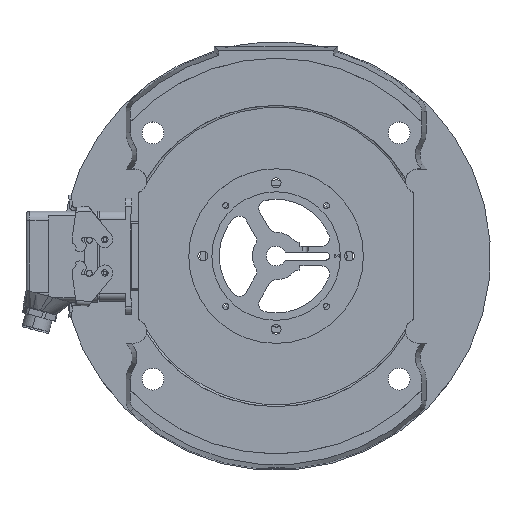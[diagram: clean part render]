
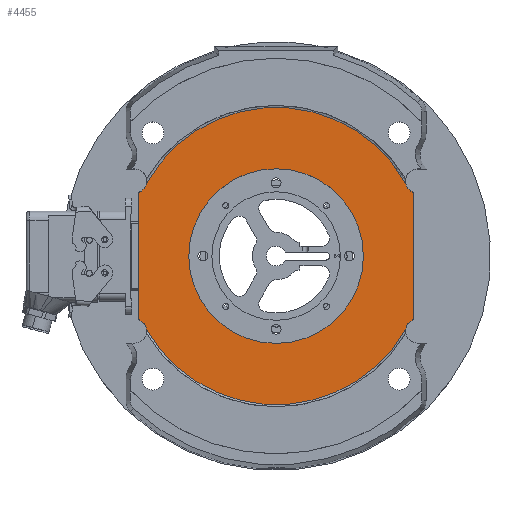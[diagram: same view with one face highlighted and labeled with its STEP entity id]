
A CAD part, top view. The second image highlights one B-rep face of the part: STEP entity #4455.
In plain terms, the highlighted planar face has unit normal (0, 0, 1).
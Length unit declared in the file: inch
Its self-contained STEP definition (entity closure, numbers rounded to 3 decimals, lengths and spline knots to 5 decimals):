
#311=CARTESIAN_POINT('',(0.,0.,3.117));
#312=DIRECTION('',(0.,0.,-1.));
#313=DIRECTION('',(-0.871,0.491,0.));
#314=AXIS2_PLACEMENT_3D('',#311,#312,#313);
#377=CARTESIAN_POINT('',(4.465,2.37,3.117));
#378=DIRECTION('',(0.,0.,1.));
#379=DIRECTION('',(-0.985,-0.174,0.));
#380=AXIS2_PLACEMENT_3D('',#377,#378,#379);
#382=CARTESIAN_POINT('',(0.,0.,3.117));
#383=DIRECTION('',(0.,0.,1.));
#384=DIRECTION('',(0.913,0.408,0.));
#385=AXIS2_PLACEMENT_3D('',#382,#383,#384);
#387=DIRECTION('',(0.,-1.,0.));
#388=VECTOR('',#387,3.88771);
#389=CARTESIAN_POINT('',(4.345,1.94386,3.117));
#390=LINE('',#389,#388);
#391=CARTESIAN_POINT('',(0.,0.,3.117));
#392=DIRECTION('',(0.,0.,1.));
#393=DIRECTION('',(0.905,-0.425,0.));
#394=AXIS2_PLACEMENT_3D('',#391,#392,#393);
#396=CARTESIAN_POINT('',(4.465,-2.37,3.117));
#397=DIRECTION('',(0.,0.,1.));
#398=DIRECTION('',(-0.412,0.911,0.));
#399=AXIS2_PLACEMENT_3D('',#396,#397,#398);
#401=CARTESIAN_POINT('',(-4.465,-2.37,3.117));
#402=DIRECTION('',(0.,0.,1.));
#403=DIRECTION('',(0.985,0.174,0.));
#404=AXIS2_PLACEMENT_3D('',#401,#402,#403);
#406=CARTESIAN_POINT('',(0.,0.,3.117));
#407=DIRECTION('',(0.,0.,1.));
#408=DIRECTION('',(-0.913,-0.408,0.));
#409=AXIS2_PLACEMENT_3D('',#406,#407,#408);
#411=DIRECTION('',(0.,1.,0.));
#412=VECTOR('',#411,3.88771);
#413=CARTESIAN_POINT('',(-4.345,-1.94386,3.117));
#414=LINE('',#413,#412);
#415=CARTESIAN_POINT('',(0.,0.,3.117));
#416=DIRECTION('',(0.,0.,1.));
#417=DIRECTION('',(-0.905,0.425,0.));
#418=AXIS2_PLACEMENT_3D('',#415,#416,#417);
#420=CARTESIAN_POINT('',(-4.465,2.37,3.117));
#421=DIRECTION('',(0.,0.,1.));
#422=DIRECTION('',(0.412,-0.911,0.));
#423=AXIS2_PLACEMENT_3D('',#420,#421,#422);
#425=CARTESIAN_POINT('',(0.,0.,3.117));
#426=DIRECTION('',(0.,0.,1.));
#427=DIRECTION('',(1.,0.,0.));
#428=AXIS2_PLACEMENT_3D('',#425,#426,#427);
#430=CARTESIAN_POINT('',(0.,0.,3.117));
#431=DIRECTION('',(0.,0.,1.));
#432=DIRECTION('',(-1.,0.,0.));
#433=AXIS2_PLACEMENT_3D('',#430,#431,#432);
#2478=CARTESIAN_POINT('',(0.,0.,3.117));
#2479=DIRECTION('',(0.,0.,-1.));
#2480=DIRECTION('',(0.871,-0.491,0.));
#2481=AXIS2_PLACEMENT_3D('',#2478,#2479,#2480);
#3819=CARTESIAN_POINT('',(4.345,1.94386,3.117));
#3820=CARTESIAN_POINT('',(4.345,-1.94386,3.117));
#3821=VERTEX_POINT('',#3819);
#3822=VERTEX_POINT('',#3820);
#3823=CARTESIAN_POINT('',(-4.345,-1.94386,3.117));
#3824=CARTESIAN_POINT('',(-4.345,1.94386,3.117));
#3825=VERTEX_POINT('',#3823);
#3826=VERTEX_POINT('',#3824);
#3827=CARTESIAN_POINT('',(4.30835,2.02379,3.117));
#3828=VERTEX_POINT('',#3827);
#3829=CARTESIAN_POINT('',(-4.30835,2.02379,3.117));
#3830=VERTEX_POINT('',#3829);
#3831=CARTESIAN_POINT('',(4.30835,-2.02379,3.117));
#3832=VERTEX_POINT('',#3831);
#3833=CARTESIAN_POINT('',(-4.30835,-2.02379,3.117));
#3834=VERTEX_POINT('',#3833);
#3879=CARTESIAN_POINT('',(2.7575,0.,3.117));
#3880=CARTESIAN_POINT('',(-2.7575,0.,3.117));
#3881=VERTEX_POINT('',#3879);
#3882=VERTEX_POINT('',#3880);
#3951=CARTESIAN_POINT('',(-4.09082,2.30395,3.117));
#3952=CARTESIAN_POINT('',(4.09081,2.30397,3.117));
#3953=VERTEX_POINT('',#3951);
#3954=VERTEX_POINT('',#3952);
#3959=CARTESIAN_POINT('',(4.09082,-2.30395,3.117));
#3960=CARTESIAN_POINT('',(-4.09081,-2.30397,3.117));
#3961=VERTEX_POINT('',#3959);
#3962=VERTEX_POINT('',#3960);
#4419=CARTESIAN_POINT('',(0.,0.,3.117));
#4420=DIRECTION('',(0.,0.,1.));
#4421=DIRECTION('',(1.,0.,0.));
#4422=AXIS2_PLACEMENT_3D('',#4419,#4420,#4421);
#4423=PLANE('',#4422);
#4424=ORIENTED_EDGE('',*,*,#4409,.T.);
#4426=ORIENTED_EDGE('',*,*,#4425,.T.);
#4428=ORIENTED_EDGE('',*,*,#4427,.F.);
#4430=ORIENTED_EDGE('',*,*,#4429,.T.);
#4432=ORIENTED_EDGE('',*,*,#4431,.F.);
#4434=ORIENTED_EDGE('',*,*,#4433,.T.);
#4436=ORIENTED_EDGE('',*,*,#4435,.T.);
#4438=ORIENTED_EDGE('',*,*,#4437,.T.);
#4440=ORIENTED_EDGE('',*,*,#4439,.F.);
#4442=ORIENTED_EDGE('',*,*,#4441,.T.);
#4444=ORIENTED_EDGE('',*,*,#4443,.F.);
#4446=ORIENTED_EDGE('',*,*,#4445,.T.);
#4447=EDGE_LOOP('',(#4424,#4426,#4428,#4430,#4432,#4434,#4436,#4438,#4440,#4442,
#4444,#4446));
#4448=FACE_OUTER_BOUND('',#4447,.F.);
#4450=ORIENTED_EDGE('',*,*,#4449,.T.);
#4452=ORIENTED_EDGE('',*,*,#4451,.T.);
#4453=EDGE_LOOP('',(#4450,#4452));
#4454=FACE_BOUND('',#4453,.F.);
#4455=ADVANCED_FACE('',(#4448,#4454),#4423,.T.);
#315=CIRCLE('',#314,4.695);
#381=CIRCLE('',#380,0.38);
#386=CIRCLE('',#385,4.76);
#395=CIRCLE('',#394,4.76);
#400=CIRCLE('',#399,0.38);
#405=CIRCLE('',#404,0.38);
#410=CIRCLE('',#409,4.76);
#419=CIRCLE('',#418,4.76);
#424=CIRCLE('',#423,0.38);
#429=CIRCLE('',#428,2.7575);
#434=CIRCLE('',#433,2.7575);
#2482=CIRCLE('',#2481,4.695);
#4409=EDGE_CURVE('',#3953,#3954,#315,.T.);
#4425=EDGE_CURVE('',#3954,#3828,#381,.T.);
#4427=EDGE_CURVE('',#3821,#3828,#386,.T.);
#4429=EDGE_CURVE('',#3821,#3822,#390,.T.);
#4431=EDGE_CURVE('',#3832,#3822,#395,.T.);
#4433=EDGE_CURVE('',#3832,#3961,#400,.T.);
#4435=EDGE_CURVE('',#3961,#3962,#2482,.T.);
#4437=EDGE_CURVE('',#3962,#3834,#405,.T.);
#4439=EDGE_CURVE('',#3825,#3834,#410,.T.);
#4441=EDGE_CURVE('',#3825,#3826,#414,.T.);
#4443=EDGE_CURVE('',#3830,#3826,#419,.T.);
#4445=EDGE_CURVE('',#3830,#3953,#424,.T.);
#4449=EDGE_CURVE('',#3881,#3882,#429,.T.);
#4451=EDGE_CURVE('',#3882,#3881,#434,.T.);
